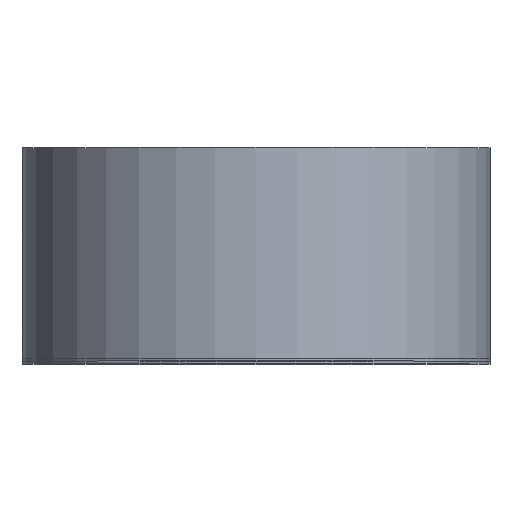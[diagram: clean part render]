
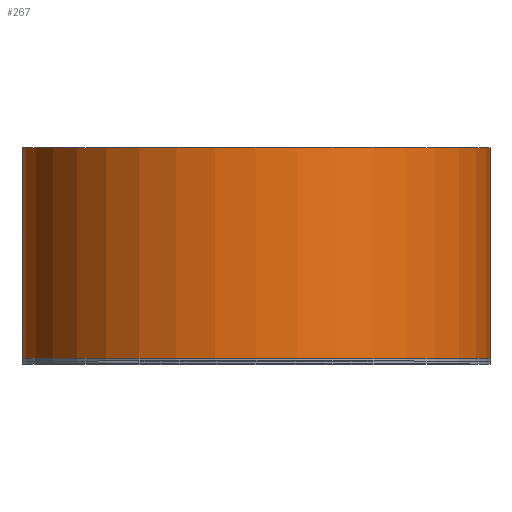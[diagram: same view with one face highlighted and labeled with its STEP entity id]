
A CAD part, top view. The second image highlights one B-rep face of the part: STEP entity #267.
In plain terms, the highlighted cylindrical face has radius 10 mm (diameter 20 mm), a full revolution.
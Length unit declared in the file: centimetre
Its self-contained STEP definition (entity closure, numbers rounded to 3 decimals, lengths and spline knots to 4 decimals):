
#12=CYLINDRICAL_SURFACE('',#307,1.);
#27=LINE('',#460,#39);
#28=LINE('',#461,#40);
#39=VECTOR('',#370,100.);
#40=VECTOR('',#371,100.);
#59=ORIENTED_EDGE('',*,*,#123,.T.);
#60=ORIENTED_EDGE('',*,*,#120,.F.);
#61=ORIENTED_EDGE('',*,*,#124,.F.);
#62=ORIENTED_EDGE('',*,*,#111,.T.);
#63=ORIENTED_EDGE('',*,*,#125,.F.);
#64=ORIENTED_EDGE('',*,*,#126,.T.);
#111=EDGE_CURVE('',#143,#144,#165,.T.);
#120=EDGE_CURVE('',#149,#150,#169,.T.);
#123=EDGE_CURVE('',#144,#150,#27,.T.);
#124=EDGE_CURVE('',#143,#149,#28,.T.);
#125=EDGE_CURVE('',#151,#151,#171,.T.);
#126=EDGE_CURVE('',#152,#152,#172,.T.);
#143=VERTEX_POINT('',#438);
#144=VERTEX_POINT('',#439);
#149=VERTEX_POINT('',#454);
#150=VERTEX_POINT('',#456);
#151=VERTEX_POINT('',#463);
#152=VERTEX_POINT('',#465);
#165=CIRCLE('',#299,1.);
#169=CIRCLE('',#305,1.);
#171=CIRCLE('',#308,1.);
#172=CIRCLE('',#309,1.);
#187=EDGE_LOOP('',(#59,#60,#61,#62));
#188=EDGE_LOOP('',(#63));
#189=EDGE_LOOP('',(#64));
#221=FACE_BOUND('',#187,.T.);
#222=FACE_BOUND('',#188,.T.);
#223=FACE_BOUND('',#189,.T.);
#267=ADVANCED_FACE('',(#221,#222,#223),#12,.T.);
#299=AXIS2_PLACEMENT_3D('',#437,#346,#347);
#305=AXIS2_PLACEMENT_3D('',#455,#363,#364);
#307=AXIS2_PLACEMENT_3D('',#459,#368,#369);
#308=AXIS2_PLACEMENT_3D('',#462,#372,#373);
#309=AXIS2_PLACEMENT_3D('',#464,#374,#375);
#346=DIRECTION('',(0.,1.,0.));
#347=DIRECTION('',(1.,0.,0.));
#363=DIRECTION('',(0.,1.,0.));
#364=DIRECTION('',(1.,0.,0.));
#368=DIRECTION('',(0.,-1.,0.));
#369=DIRECTION('',(-1.,0.,0.));
#370=DIRECTION('',(0.,-1.,0.));
#371=DIRECTION('',(0.,-1.,0.));
#372=DIRECTION('',(0.,-1.,0.));
#373=DIRECTION('',(1.,0.,0.));
#374=DIRECTION('',(0.,-1.,0.));
#375=DIRECTION('',(1.,0.,0.));
#437=CARTESIAN_POINT('',(-10.,1.75,12.));
#438=CARTESIAN_POINT('',(-9.,1.75,12.));
#439=CARTESIAN_POINT('',(-11.,1.75,12.));
#454=CARTESIAN_POINT('',(-9.,1.25,12.));
#455=CARTESIAN_POINT('',(-10.,1.25,12.));
#456=CARTESIAN_POINT('',(-11.,1.25,12.));
#459=CARTESIAN_POINT('',(-10.,1.75,12.));
#460=CARTESIAN_POINT('',(-11.,1.75,12.));
#461=CARTESIAN_POINT('',(-9.,1.75,12.));
#462=CARTESIAN_POINT('',(-10.,1.05,12.));
#463=CARTESIAN_POINT('',(-9.,1.05,12.));
#464=CARTESIAN_POINT('',(-10.,1.95,12.));
#465=CARTESIAN_POINT('',(-9.,1.95,12.));
